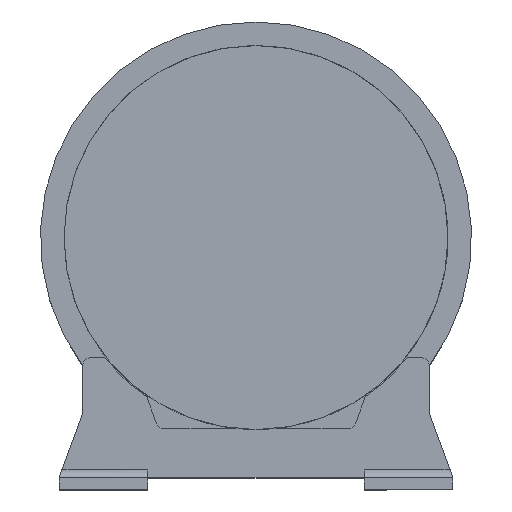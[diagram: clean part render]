
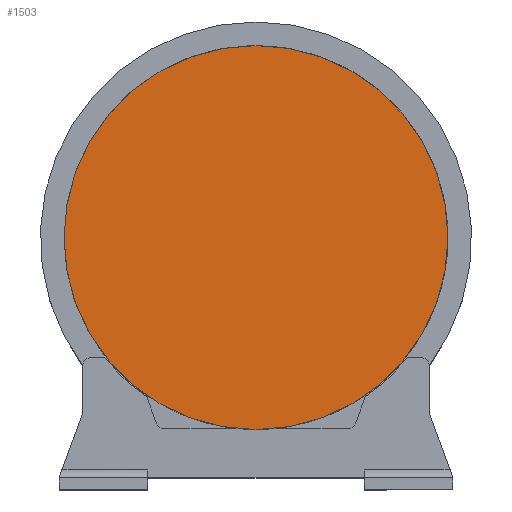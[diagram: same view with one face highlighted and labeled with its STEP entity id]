
A CAD part, top view. The second image highlights one B-rep face of the part: STEP entity #1503.
In plain terms, the highlighted planar face has unit normal (0, 0, 1).
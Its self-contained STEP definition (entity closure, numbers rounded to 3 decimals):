
#489 = CIRCLE ( 'NONE', #2588, 97.5 ) ;
#860 = DIRECTION ( 'NONE',  ( 1., 0., 0. ) ) ;
#1051 = VERTEX_POINT ( 'NONE', #1977 ) ;
#1238 = CARTESIAN_POINT ( 'NONE',  ( 0., 0., 0. ) ) ;
#1254 = DIRECTION ( 'NONE',  ( -1., 0., 0. ) ) ;
#1503 = ADVANCED_FACE ( 'NONE', ( #2509 ), #2524, .T. ) ;
#1774 = DIRECTION ( 'NONE',  ( 0., 0., 1. ) ) ;
#1797 = EDGE_CURVE ( 'NONE', #1051, #1051, #489, .T. ) ;
#1977 = CARTESIAN_POINT ( 'NONE',  ( -97.5, 0., 0. ) ) ;
#2171 = DIRECTION ( 'NONE',  ( 0., 0., -1. ) ) ;
#2296 = AXIS2_PLACEMENT_3D ( 'NONE', #2308, #1774, #860 ) ;
#2308 = CARTESIAN_POINT ( 'NONE',  ( 0., 0., 0. ) ) ;
#2509 = FACE_OUTER_BOUND ( 'NONE', #2596, .T. ) ;
#2524 = PLANE ( 'NONE',  #2296 ) ;
#2588 = AXIS2_PLACEMENT_3D ( 'NONE', #1238, #2171, #1254 ) ;
#2596 = EDGE_LOOP ( 'NONE', ( #2602 ) ) ;
#2602 = ORIENTED_EDGE ( 'NONE', *, *, #1797, .F. ) ;
